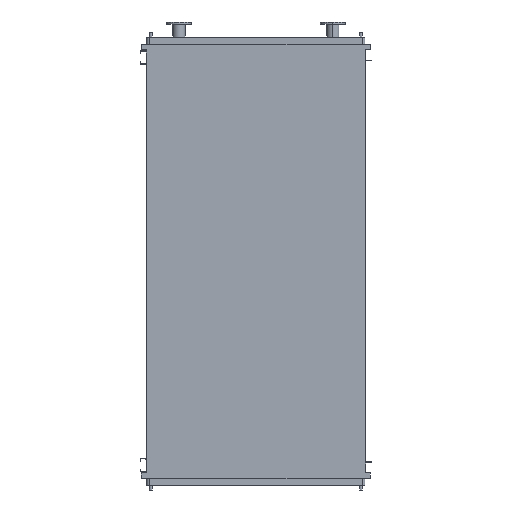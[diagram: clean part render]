
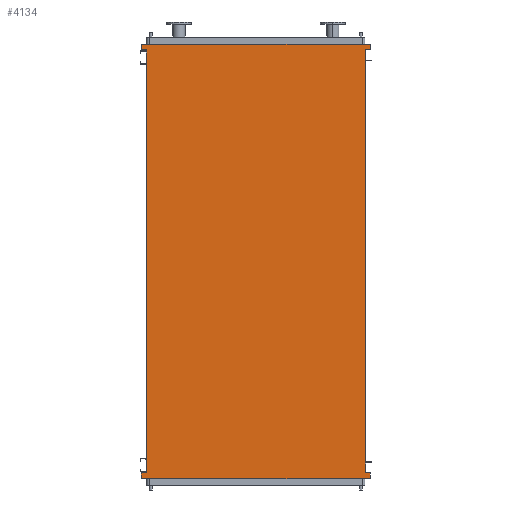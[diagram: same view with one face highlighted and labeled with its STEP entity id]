
A CAD part, front view. The second image highlights one B-rep face of the part: STEP entity #4134.
In plain terms, the highlighted planar face has unit normal (0, -1, 0).
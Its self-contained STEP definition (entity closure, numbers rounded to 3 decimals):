
#86 = ORIENTED_EDGE ( 'NONE', *, *, #8497, .F. ) ;
#169 = EDGE_CURVE ( 'NONE', #2116, #3900, #5025, .T. ) ;
#213 = VERTEX_POINT ( 'NONE', #4179 ) ;
#351 = CARTESIAN_POINT ( 'NONE',  ( -1011., 0., -3745. ) ) ;
#370 = LINE ( 'NONE', #12128, #2217 ) ;
#371 = DIRECTION ( 'NONE',  ( -1., 0., 0. ) ) ;
#383 = DIRECTION ( 'NONE',  ( 0., 0., -1. ) ) ;
#389 = CARTESIAN_POINT ( 'NONE',  ( 1011., 0., 43. ) ) ;
#407 = VECTOR ( 'NONE', #11584, 1000. ) ;
#536 = VERTEX_POINT ( 'NONE', #11670 ) ;
#630 = CARTESIAN_POINT ( 'NONE',  ( -1011., 0., 43. ) ) ;
#704 = CARTESIAN_POINT ( 'NONE',  ( 965., 0., 43. ) ) ;
#826 = CARTESIAN_POINT ( 'NONE',  ( -965., 0., -3650. ) ) ;
#989 = VERTEX_POINT ( 'NONE', #704 ) ;
#1222 = VERTEX_POINT ( 'NONE', #11403 ) ;
#1348 = LINE ( 'NONE', #389, #6945 ) ;
#1414 = DIRECTION ( 'NONE',  ( 0., 0., -1. ) ) ;
#1474 = CARTESIAN_POINT ( 'NONE',  ( 1011., 0., 95. ) ) ;
#1619 = LINE ( 'NONE', #7550, #7040 ) ;
#1688 = FACE_OUTER_BOUND ( 'NONE', #10990, .T. ) ;
#1766 = VECTOR ( 'NONE', #7948, 1000. ) ;
#1801 = VECTOR ( 'NONE', #3065, 1000. ) ;
#1831 = LINE ( 'NONE', #1894, #1766 ) ;
#1894 = CARTESIAN_POINT ( 'NONE',  ( 1011., 0., 95. ) ) ;
#1988 = LINE ( 'NONE', #3810, #10871 ) ;
#2116 = VERTEX_POINT ( 'NONE', #351 ) ;
#2197 = VECTOR ( 'NONE', #371, 1000. ) ;
#2217 = VECTOR ( 'NONE', #2300, 1000. ) ;
#2292 = EDGE_CURVE ( 'NONE', #7804, #4527, #1831, .T. ) ;
#2300 = DIRECTION ( 'NONE',  ( -1., 0., 0. ) ) ;
#2528 = ORIENTED_EDGE ( 'NONE', *, *, #6472, .F. ) ;
#2973 = CARTESIAN_POINT ( 'NONE',  ( -1011., 0., 95. ) ) ;
#3065 = DIRECTION ( 'NONE',  ( 0., 0., -1. ) ) ;
#3093 = LINE ( 'NONE', #6295, #2197 ) ;
#3406 = ORIENTED_EDGE ( 'NONE', *, *, #3668, .T. ) ;
#3470 = EDGE_CURVE ( 'NONE', #4527, #536, #1348, .T. ) ;
#3636 = VERTEX_POINT ( 'NONE', #6957 ) ;
#3668 = EDGE_CURVE ( 'NONE', #10257, #989, #1988, .T. ) ;
#3810 = CARTESIAN_POINT ( 'NONE',  ( 965., 0., -3650. ) ) ;
#3873 = EDGE_CURVE ( 'NONE', #3636, #2116, #3093, .T. ) ;
#3900 = VERTEX_POINT ( 'NONE', #12693 ) ;
#4024 = ORIENTED_EDGE ( 'NONE', *, *, #11597, .F. ) ;
#4084 = DIRECTION ( 'NONE',  ( 1., 0., 0. ) ) ;
#4134 = ADVANCED_FACE ( 'NONE', ( #1688 ), #9550, .T. ) ;
#4179 = CARTESIAN_POINT ( 'NONE',  ( -1011., 0., 43. ) ) ;
#4500 = VECTOR ( 'NONE', #8488, 1000. ) ;
#4527 = VERTEX_POINT ( 'NONE', #1474 ) ;
#4792 = ORIENTED_EDGE ( 'NONE', *, *, #8439, .F. ) ;
#4830 = EDGE_CURVE ( 'NONE', #536, #989, #370, .T. ) ;
#4930 = CARTESIAN_POINT ( 'NONE',  ( -1011., 0., 95. ) ) ;
#5025 = LINE ( 'NONE', #9074, #11221 ) ;
#5238 = LINE ( 'NONE', #8195, #8417 ) ;
#5531 = VECTOR ( 'NONE', #6757, 1000. ) ;
#5894 = ORIENTED_EDGE ( 'NONE', *, *, #2292, .F. ) ;
#5938 = ORIENTED_EDGE ( 'NONE', *, *, #3470, .F. ) ;
#6295 = CARTESIAN_POINT ( 'NONE',  ( 1011., 0., -3745. ) ) ;
#6472 = EDGE_CURVE ( 'NONE', #8760, #3636, #7769, .T. ) ;
#6757 = DIRECTION ( 'NONE',  ( 0., 0., 1. ) ) ;
#6945 = VECTOR ( 'NONE', #1414, 1000. ) ;
#6957 = CARTESIAN_POINT ( 'NONE',  ( 1011., 0., -3745. ) ) ;
#7040 = VECTOR ( 'NONE', #11434, 1000. ) ;
#7118 = EDGE_CURVE ( 'NONE', #7151, #1222, #9723, .T. ) ;
#7151 = VERTEX_POINT ( 'NONE', #12512 ) ;
#7181 = EDGE_CURVE ( 'NONE', #1222, #213, #9454, .T. ) ;
#7550 = CARTESIAN_POINT ( 'NONE',  ( -1011., 0., -3693. ) ) ;
#7622 = CARTESIAN_POINT ( 'NONE',  ( -965., 0., -3650. ) ) ;
#7671 = DIRECTION ( 'NONE',  ( 0., 0., 1. ) ) ;
#7769 = LINE ( 'NONE', #12760, #1801 ) ;
#7804 = VERTEX_POINT ( 'NONE', #2973 ) ;
#7948 = DIRECTION ( 'NONE',  ( 1., 0., 0. ) ) ;
#8195 = CARTESIAN_POINT ( 'NONE',  ( 965., 0., -3693. ) ) ;
#8417 = VECTOR ( 'NONE', #4084, 1000. ) ;
#8439 = EDGE_CURVE ( 'NONE', #213, #7804, #12622, .T. ) ;
#8488 = DIRECTION ( 'NONE',  ( -1., 0., 0. ) ) ;
#8497 = EDGE_CURVE ( 'NONE', #10257, #8760, #5238, .T. ) ;
#8760 = VERTEX_POINT ( 'NONE', #11493 ) ;
#8839 = ORIENTED_EDGE ( 'NONE', *, *, #7181, .F. ) ;
#8976 = ORIENTED_EDGE ( 'NONE', *, *, #169, .F. ) ;
#9074 = CARTESIAN_POINT ( 'NONE',  ( -1011., 0., -3745. ) ) ;
#9161 = ORIENTED_EDGE ( 'NONE', *, *, #7118, .F. ) ;
#9454 = LINE ( 'NONE', #630, #4500 ) ;
#9550 = PLANE ( 'NONE',  #12749 ) ;
#9723 = LINE ( 'NONE', #826, #5531 ) ;
#9973 = CARTESIAN_POINT ( 'NONE',  ( 965., 0., -3693. ) ) ;
#10041 = DIRECTION ( 'NONE',  ( 0., 0., 1. ) ) ;
#10257 = VERTEX_POINT ( 'NONE', #9973 ) ;
#10871 = VECTOR ( 'NONE', #7671, 1000. ) ;
#10990 = EDGE_LOOP ( 'NONE', ( #3406, #11534, #5938, #5894, #4792, #8839, #9161, #4024, #8976, #12072, #2528, #86 ) ) ;
#11221 = VECTOR ( 'NONE', #10041, 1000. ) ;
#11403 = CARTESIAN_POINT ( 'NONE',  ( -965., 0., 43. ) ) ;
#11434 = DIRECTION ( 'NONE',  ( 1., 0., 0. ) ) ;
#11493 = CARTESIAN_POINT ( 'NONE',  ( 1011., 0., -3693. ) ) ;
#11534 = ORIENTED_EDGE ( 'NONE', *, *, #4830, .F. ) ;
#11576 = DIRECTION ( 'NONE',  ( 0., -1., 0. ) ) ;
#11584 = DIRECTION ( 'NONE',  ( 0., 0., 1. ) ) ;
#11597 = EDGE_CURVE ( 'NONE', #3900, #7151, #1619, .T. ) ;
#11670 = CARTESIAN_POINT ( 'NONE',  ( 1011., 0., 43. ) ) ;
#12072 = ORIENTED_EDGE ( 'NONE', *, *, #3873, .F. ) ;
#12128 = CARTESIAN_POINT ( 'NONE',  ( 965., 0., 43. ) ) ;
#12512 = CARTESIAN_POINT ( 'NONE',  ( -965., 0., -3693. ) ) ;
#12622 = LINE ( 'NONE', #4930, #407 ) ;
#12693 = CARTESIAN_POINT ( 'NONE',  ( -1011., 0., -3693. ) ) ;
#12749 = AXIS2_PLACEMENT_3D ( 'NONE', #7622, #11576, #383 ) ;
#12760 = CARTESIAN_POINT ( 'NONE',  ( 1011., 0., -3693. ) ) ;
